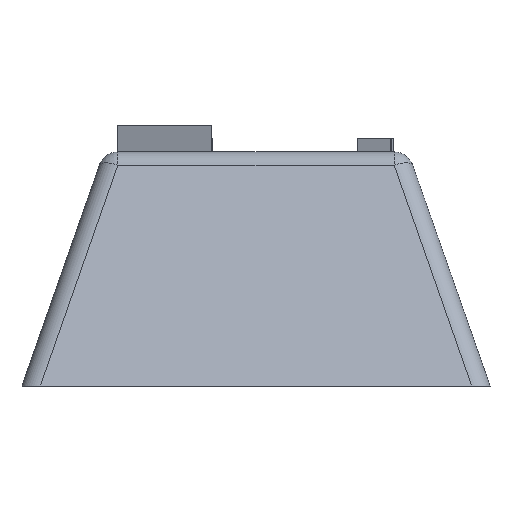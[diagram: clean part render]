
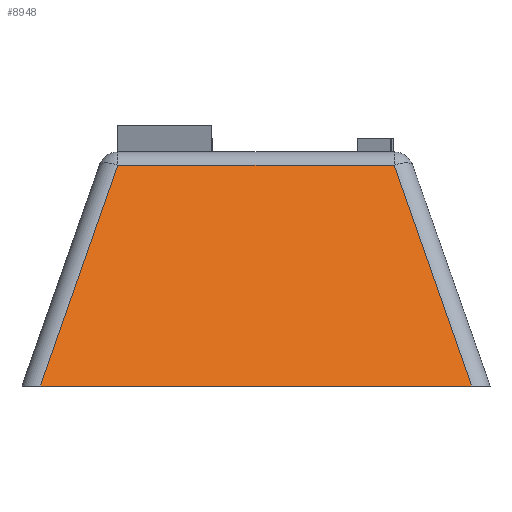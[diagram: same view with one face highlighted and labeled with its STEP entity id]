
A CAD part, left-side view. The second image highlights one B-rep face of the part: STEP entity #8948.
In plain terms, the highlighted planar face has unit normal (-0.944, 0, 0.33).
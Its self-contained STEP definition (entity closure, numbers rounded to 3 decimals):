
#1219=FACE_OUTER_BOUND('',#1728,.T.);
#1728=EDGE_LOOP('',(#8204,#8205,#8206,#8207));
#2565=LINE('',#16134,#3411);
#2567=LINE('',#16140,#3413);
#2570=LINE('',#16149,#3416);
#2576=LINE('',#16164,#3422);
#3411=VECTOR('',#10655,10.);
#3413=VECTOR('',#10661,10.);
#3416=VECTOR('',#10672,10.);
#3422=VECTOR('',#10688,10.);
#4284=VERTEX_POINT('',#16122);
#4287=VERTEX_POINT('',#16130);
#4288=VERTEX_POINT('',#16136);
#4291=VERTEX_POINT('',#16147);
#5589=EDGE_CURVE('',#4284,#4287,#2565,.T.);
#5592=EDGE_CURVE('',#4287,#4288,#2567,.T.);
#5596=EDGE_CURVE('',#4291,#4284,#2570,.T.);
#5604=EDGE_CURVE('',#4291,#4288,#2576,.T.);
#8204=ORIENTED_EDGE('',*,*,#5592,.F.);
#8205=ORIENTED_EDGE('',*,*,#5589,.F.);
#8206=ORIENTED_EDGE('',*,*,#5596,.F.);
#8207=ORIENTED_EDGE('',*,*,#5604,.T.);
#8471=PLANE('',#9257);
#8948=ADVANCED_FACE('',(#1219),#8471,.T.);
#9257=AXIS2_PLACEMENT_3D('',#16163,#10686,#10687);
#10655=DIRECTION('',(0.,-1.,0.));
#10661=DIRECTION('',(-0.314,-0.314,-0.896));
#10672=DIRECTION('',(0.314,-0.314,0.896));
#10686=DIRECTION('center_axis',(-0.944,0.,0.33));
#10687=DIRECTION('ref_axis',(0.,1.,0.));
#10688=DIRECTION('',(0.,-1.,0.));
#16122=CARTESIAN_POINT('',(-110.026,5.318,8.498));
#16130=CARTESIAN_POINT('',(-110.026,-5.318,8.498));
#16134=CARTESIAN_POINT('',(-110.026,2.75,8.498));
#16136=CARTESIAN_POINT('',(-113.,-8.292,0.));
#16140=CARTESIAN_POINT('',(-109.028,-4.321,11.347));
#16147=CARTESIAN_POINT('',(-113.,8.292,0.));
#16149=CARTESIAN_POINT('',(-109.028,4.321,11.347));
#16163=CARTESIAN_POINT('Origin',(-109.5,5.5,10.));
#16164=CARTESIAN_POINT('',(-113.,-5.5,0.));
